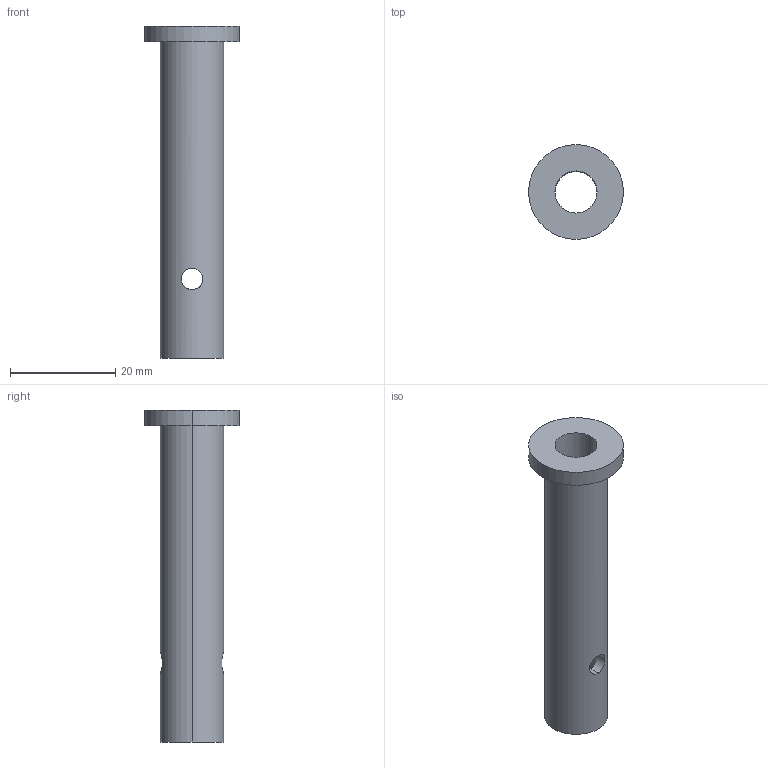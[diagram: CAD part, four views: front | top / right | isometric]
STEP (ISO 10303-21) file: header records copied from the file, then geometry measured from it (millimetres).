
FILE_DESCRIPTION (( 'STEP AP203' ), '1' );
FILE_NAME ('前轮滚轴（数量2）.STEP', '2021-09-16T05:02:00', ( '' ), ( '' ), 'SwSTEP 2.0', 'SolidWorks 2018', '' );
FILE_SCHEMA (( 'CONFIG_CONTROL_DESIGN' ));
Length unit declared in the file: millimetre
Products named in the file (1): ヶ謫幗粣ㄗ杅講2ㄘ
Bounding box: 18 x 18 x 63 mm (x, y, z)
Volume: 4328.5 mm3; surface area: 4423.2 mm2
Topology: 1 solids, 1 shells, 13 faces, 30 edges, 20 vertices
Faces by surface type: cylinder 10, plane 3
Entity records: 681 total; most frequent: CARTESIAN_POINT 296, DIRECTION 62, ORIENTED_EDGE 60, EDGE_CURVE 30, AXIS2_PLACEMENT_3D 26, EDGE_LOOP 20, VERTEX_POINT 20, ADVANCED_FACE 13
